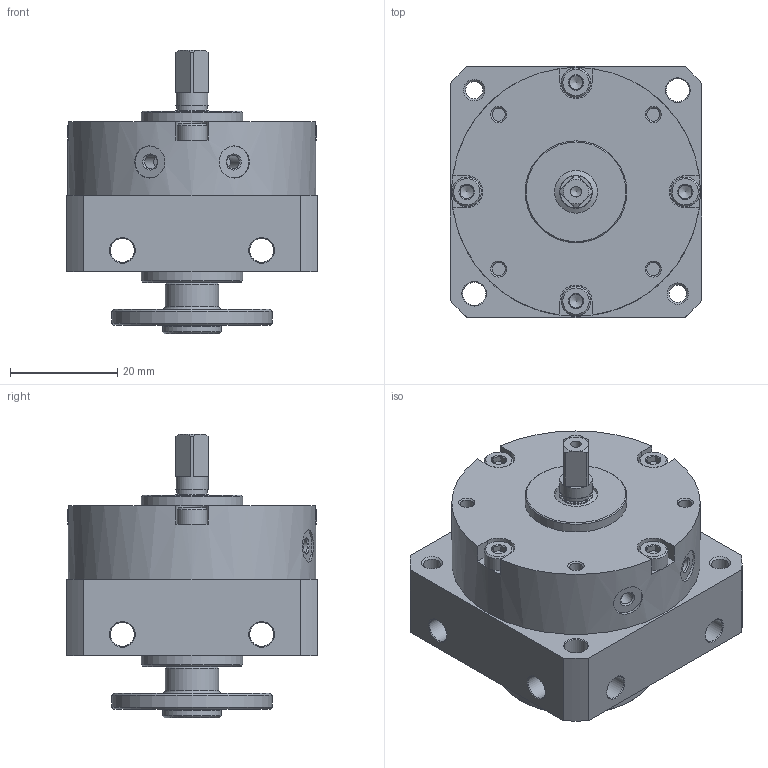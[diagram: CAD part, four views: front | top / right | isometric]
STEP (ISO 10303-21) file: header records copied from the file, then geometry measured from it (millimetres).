
FILE_DESCRIPTION(/* description */ ('STEP AP214'),/* implementation_level */ '2;1');
FILE_NAME(/* name */ '185940_DSM-10-90-P-FW',/* time_stamp */ '2024-08-21T17:52:39+02:00',/* author */ ('License CC BY-ND 4.0'),/* organization */ ('CADENAS'),/* preprocessor_version */ 'ST-DEVELOPER v19.3',/* originating_system */ 'PARTsolutions',/* authorisation */ ' ');
FILE_SCHEMA (('AUTOMOTIVE_DESIGN {1 0 10303 214 3 1 1}'));
Length unit declared in the file: millimetre
Products named in the file (3): 185940 DSM-10-90-P-FW---(90); 185940 DSM-10-90-P-FW---(90_RZ); 185940 DSM-10-90-P-FW---(K)
Assembly tree (2 placements, depth 2):
  185940 DSM-10-90-P-FW---(90)
    185940 DSM-10-90-P-FW---(90_RZ)
    185940 DSM-10-90-P-FW---(K)
Bounding box: 47 x 47 x 53 mm (x, y, z)
Volume: 49004.9 mm3; surface area: 19474.8 mm2
Topology: 2 solids, 2 shells, 259 faces, 577 edges, 334 vertices
Faces by surface type: plane 109, cone 87, cylinder 61, torus 2
Full cylindrical faces by diameter (mm): 2.013 x1, 2.459 x10, 3.242 x2, 3.4 x4, 4.3 x2, 4.5 x12, 5.5 x4, 5.7 x1, 6 x3, 6.2 x1, 8 x3, 10 x1, 11 x1, 19 x2, 30 x1, 35.264 x1, 46.4 x1
Entity records: 6662 total; most frequent: CARTESIAN_POINT 1205, DIRECTION 1184, ORIENTED_EDGE 906, AXIS2_PLACEMENT_3D 507, EDGE_CURVE 453, FACE_BOUND 433, EDGE_LOOP 428, VERTEX_POINT 324
